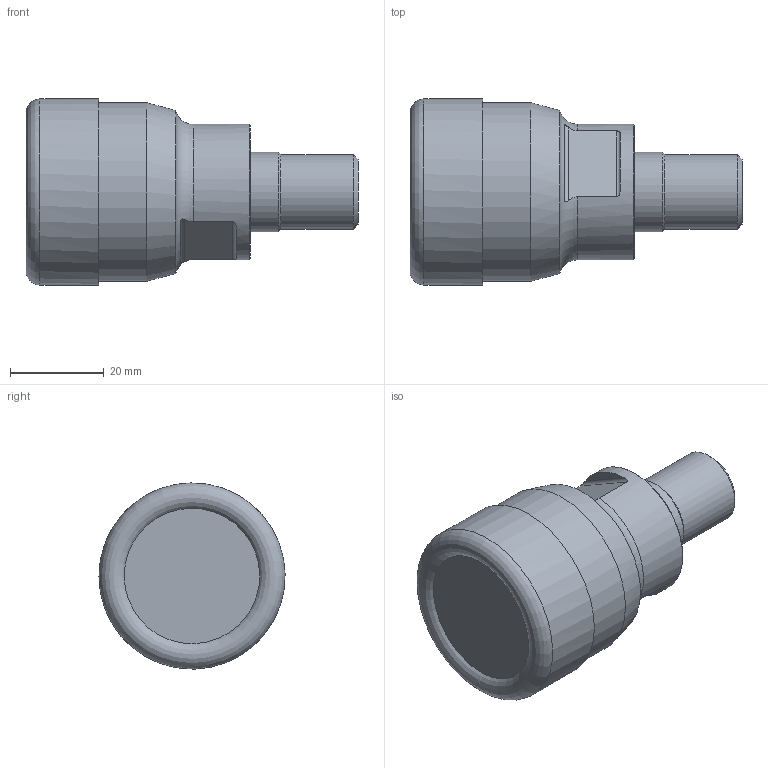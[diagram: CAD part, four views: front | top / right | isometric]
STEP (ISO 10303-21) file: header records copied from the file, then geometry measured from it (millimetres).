
FILE_DESCRIPTION(/* description */ (''),/* implementation_level */ '2;1');
FILE_NAME(/* name */ '40A3R048M16-SVC22C-SIM.stp',/* time_stamp */ '2020-02-06T13:13:06+01:00',/* author */ (''),/* organization */ (''),/* preprocessor_version */ 'ST-DEVELOPER v16.7',/* originating_system */ 'SIEMENS PLM Software NX 12.0',/* authorisation */ '');
FILE_SCHEMA (('AUTOMOTIVE_DESIGN { 1 0 10303 214 3 1 1 1 }'));
Length unit declared in the file: millimetre
Products named in the file (1): hm1528D44D159slb
Bounding box: 70.99 x 39.81 x 39.81 mm (x, y, z)
Volume: 62136.8 mm3; surface area: 13545.4 mm2
Topology: 2 solids, 2 shells, 35 faces, 84 edges, 54 vertices
Faces by surface type: plane 11, cylinder 10, cone 9, torus 3, revolution 2
Full cylindrical faces by diameter (mm): 2 x1, 5 x1, 16 x1, 17 x1, 29 x1, 38.2 x1
Entity records: 1002 total; most frequent: CARTESIAN_POINT 296, DIRECTION 141, ORIENTED_EDGE 104, AXIS2_PLACEMENT_3D 63, EDGE_LOOP 56, EDGE_CURVE 52, FACE_BOUND 46, VERTEX_POINT 44
